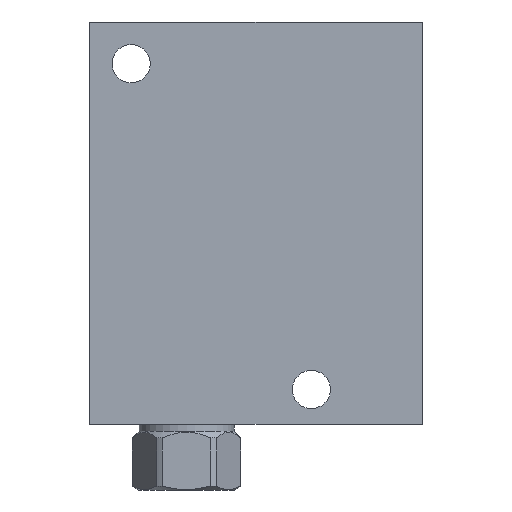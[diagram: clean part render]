
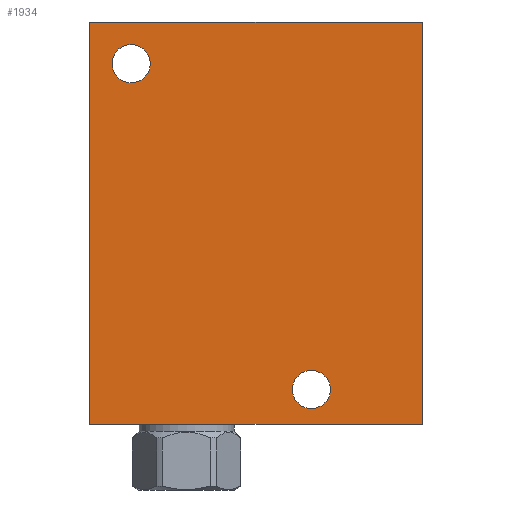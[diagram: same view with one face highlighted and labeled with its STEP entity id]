
A CAD part, front view. The second image highlights one B-rep face of the part: STEP entity #1934.
In plain terms, the highlighted planar face has unit normal (0, -1, 0).
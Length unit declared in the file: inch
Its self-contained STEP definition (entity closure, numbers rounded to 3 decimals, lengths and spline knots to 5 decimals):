
#5=DIRECTION('',(1.,0.,0.));
#6=VECTOR('',#5,3.);
#7=CARTESIAN_POINT('',(0.,-2.,0.));
#8=LINE('',#7,#6);
#75=DIRECTION('',(0.,0.,1.));
#76=VECTOR('',#75,3.625);
#77=CARTESIAN_POINT('',(3.,-2.,0.));
#78=LINE('',#77,#76);
#99=DIRECTION('',(0.,0.,1.));
#100=VECTOR('',#99,3.625);
#101=CARTESIAN_POINT('',(0.,-2.,0.));
#102=LINE('',#101,#100);
#103=CARTESIAN_POINT('',(0.375,-2.,3.25));
#104=DIRECTION('',(0.,-1.,0.));
#105=DIRECTION('',(-1.,0.,0.));
#106=AXIS2_PLACEMENT_3D('',#103,#104,#105);
#108=CARTESIAN_POINT('',(0.375,-2.,3.25));
#109=DIRECTION('',(0.,-1.,0.));
#110=DIRECTION('',(1.,0.,0.));
#111=AXIS2_PLACEMENT_3D('',#108,#109,#110);
#113=CARTESIAN_POINT('',(2.,-2.,0.312));
#114=DIRECTION('',(0.,-1.,0.));
#115=DIRECTION('',(-1.,0.,0.));
#116=AXIS2_PLACEMENT_3D('',#113,#114,#115);
#118=CARTESIAN_POINT('',(2.,-2.,0.312));
#119=DIRECTION('',(0.,-1.,0.));
#120=DIRECTION('',(1.,0.,0.));
#121=AXIS2_PLACEMENT_3D('',#118,#119,#120);
#135=DIRECTION('',(1.,0.,0.));
#136=VECTOR('',#135,3.);
#137=CARTESIAN_POINT('',(0.,-2.,3.625));
#138=LINE('',#137,#136);
#1584=CARTESIAN_POINT('',(0.,-2.,0.));
#1586=VERTEX_POINT('',#1584);
#1587=CARTESIAN_POINT('',(3.,-2.,0.));
#1588=VERTEX_POINT('',#1587);
#1592=CARTESIAN_POINT('',(0.,-2.,3.625));
#1594=VERTEX_POINT('',#1592);
#1595=CARTESIAN_POINT('',(3.,-2.,3.625));
#1596=VERTEX_POINT('',#1595);
#1717=CARTESIAN_POINT('',(0.203,-2.,3.25));
#1718=CARTESIAN_POINT('',(0.547,-2.,3.25));
#1719=VERTEX_POINT('',#1717);
#1720=VERTEX_POINT('',#1718);
#1725=CARTESIAN_POINT('',(1.828,-2.,0.312));
#1726=CARTESIAN_POINT('',(2.172,-2.,0.312));
#1727=VERTEX_POINT('',#1725);
#1728=VERTEX_POINT('',#1726);
#1910=CARTESIAN_POINT('',(0.,-2.,0.));
#1911=DIRECTION('',(0.,-1.,0.));
#1912=DIRECTION('',(1.,0.,0.));
#1913=AXIS2_PLACEMENT_3D('',#1910,#1911,#1912);
#1914=PLANE('',#1913);
#1915=ORIENTED_EDGE('',*,*,#1816,.F.);
#1916=ORIENTED_EDGE('',*,*,#1841,.T.);
#1918=ORIENTED_EDGE('',*,*,#1917,.T.);
#1919=ORIENTED_EDGE('',*,*,#1890,.F.);
#1920=EDGE_LOOP('',(#1915,#1916,#1918,#1919));
#1921=FACE_OUTER_BOUND('',#1920,.F.);
#1923=ORIENTED_EDGE('',*,*,#1922,.T.);
#1925=ORIENTED_EDGE('',*,*,#1924,.T.);
#1926=EDGE_LOOP('',(#1923,#1925));
#1927=FACE_BOUND('',#1926,.F.);
#1929=ORIENTED_EDGE('',*,*,#1928,.T.);
#1931=ORIENTED_EDGE('',*,*,#1930,.T.);
#1932=EDGE_LOOP('',(#1929,#1931));
#1933=FACE_BOUND('',#1932,.F.);
#1934=ADVANCED_FACE('',(#1921,#1927,#1933),#1914,.T.);
#107=CIRCLE('',#106,0.172);
#112=CIRCLE('',#111,0.172);
#117=CIRCLE('',#116,0.172);
#122=CIRCLE('',#121,0.172);
#1816=EDGE_CURVE('',#1586,#1588,#8,.T.);
#1841=EDGE_CURVE('',#1586,#1594,#102,.T.);
#1890=EDGE_CURVE('',#1588,#1596,#78,.T.);
#1917=EDGE_CURVE('',#1594,#1596,#138,.T.);
#1922=EDGE_CURVE('',#1719,#1720,#107,.T.);
#1924=EDGE_CURVE('',#1720,#1719,#112,.T.);
#1928=EDGE_CURVE('',#1727,#1728,#117,.T.);
#1930=EDGE_CURVE('',#1728,#1727,#122,.T.);
